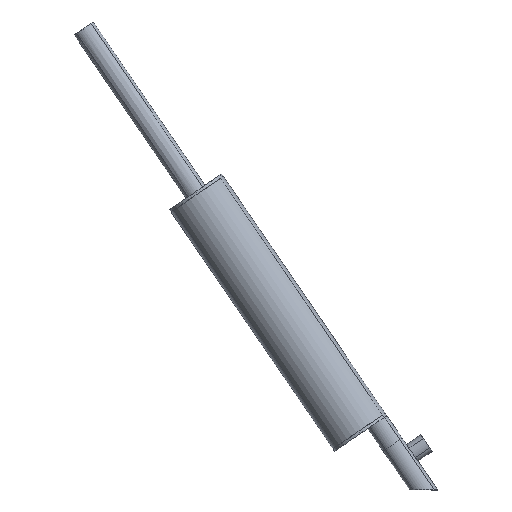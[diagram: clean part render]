
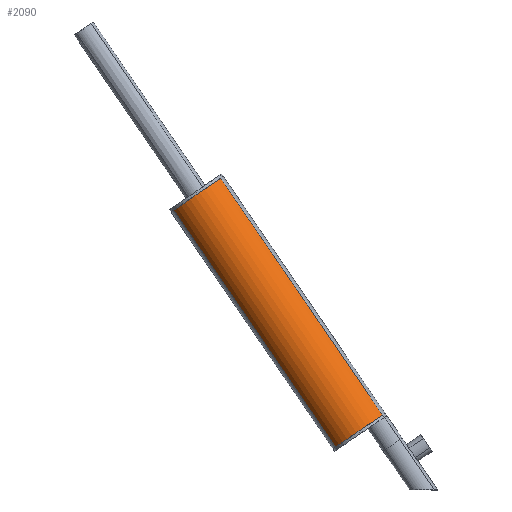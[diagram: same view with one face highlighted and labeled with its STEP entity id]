
A CAD part, top view. The second image highlights one B-rep face of the part: STEP entity #2090.
In plain terms, the highlighted cylindrical face has radius 12200 mm (diameter 24400 mm), a partial arc.
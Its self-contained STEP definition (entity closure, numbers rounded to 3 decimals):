
#1470=CARTESIAN_POINT('',(-17000.,7838.71,11213.861));
#1480=VERTEX_POINT('',#1470);
#1510=CARTESIAN_POINT('',(-17000.,-2000.,4000.));
#1520=DIRECTION('',(-1.,0.,0.));
#1530=DIRECTION('',(0.,-1.,0.));
#1540=AXIS2_PLACEMENT_3D('',#1510,#1520,#1530);
#1550=CIRCLE('',#1540,12200.);
#1560=CARTESIAN_POINT('',(-17000.,-11838.71,11213.861));
#1570=VERTEX_POINT('',#1560);
#1580=EDGE_CURVE('',#1570,#1480,#1550,.T.);
#1780=CARTESIAN_POINT('',(-7000.,-2000.,4000.));
#1790=DIRECTION('',(-1.,0.,0.));
#1800=DIRECTION('',(0.,-1.,0.));
#1810=AXIS2_PLACEMENT_3D('',#1780,#1790,#1800);
#1820=CYLINDRICAL_SURFACE('',#1810,12200.);
#1830=CARTESIAN_POINT('',(83000.,-2000.,4000.));
#1840=DIRECTION('',(-1.,0.,0.));
#1850=DIRECTION('',(0.,-1.,0.));
#1860=AXIS2_PLACEMENT_3D('',#1830,#1840,#1850);
#1870=CIRCLE('',#1860,12200.);
#1880=CARTESIAN_POINT('',(83000.,-11838.71,11213.861));
#1890=VERTEX_POINT('',#1880);
#1900=CARTESIAN_POINT('',(83000.,7838.71,11213.861));
#1910=VERTEX_POINT('',#1900);
#1920=EDGE_CURVE('',#1890,#1910,#1870,.T.);
#1930=ORIENTED_EDGE('',*,*,#1920,.T.);
#1940=CARTESIAN_POINT('',(58000.,-11838.71,11213.861));
#1950=DIRECTION('',(1.,0.,0.));
#1960=VECTOR('',#1950,1.);
#1970=LINE('',#1940,#1960);
#1980=EDGE_CURVE('',#1570,#1890,#1970,.T.);
#1990=ORIENTED_EDGE('',*,*,#1980,.T.);
#2000=ORIENTED_EDGE('',*,*,#1580,.F.);
#2010=CARTESIAN_POINT('',(-7000.,7838.71,11213.861));
#2020=DIRECTION('',(-1.,0.,0.));
#2030=VECTOR('',#2020,1.);
#2040=LINE('',#2010,#2030);
#2050=EDGE_CURVE('',#1910,#1480,#2040,.T.);
#2060=ORIENTED_EDGE('',*,*,#2050,.T.);
#2070=EDGE_LOOP('',(#2060,#2000,#1990,#1930));
#2080=FACE_OUTER_BOUND('',#2070,.T.);
#2090=ADVANCED_FACE('',(#2080),#1820,.T.);
